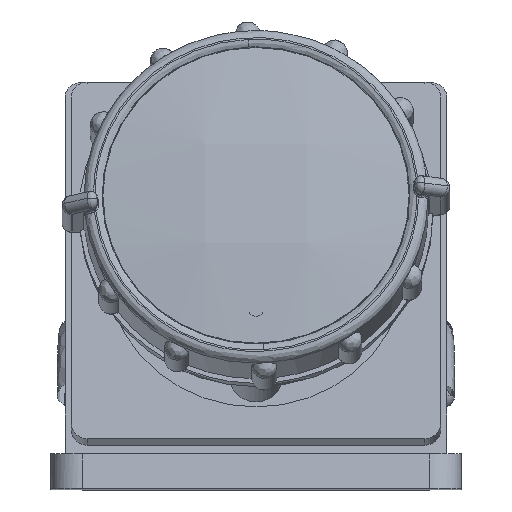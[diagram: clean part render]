
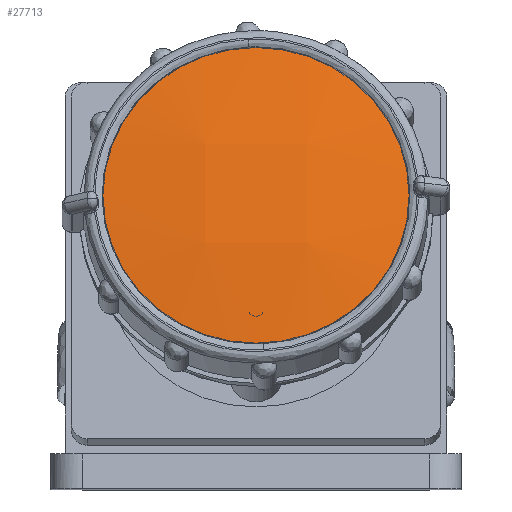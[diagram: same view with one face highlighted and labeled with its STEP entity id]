
A CAD part, top view. The second image highlights one B-rep face of the part: STEP entity #27713.
In plain terms, the highlighted free-form (B-spline) face has degree [3, 3] with [4, 4] control points.
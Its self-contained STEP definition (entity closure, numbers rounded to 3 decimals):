
#713 =( BOUNDED_SURFACE ( )  B_SPLINE_SURFACE ( 3, 3, ( 
 ( #10273, #29296, #41207, #25836 ),
 ( #10513, #13988, #13746, #40728 ),
 ( #18189, #25138, #44926, #29791 ),
 ( #22397, #14702, #10987, #40957 ) ),
 .UNSPECIFIED., .F., .F., .F. ) 
 B_SPLINE_SURFACE_WITH_KNOTS ( ( 4, 4 ),
 ( 4, 4 ),
 ( 0., 1. ),
 ( 0., 1. ),
 .UNSPECIFIED. ) 
 GEOMETRIC_REPRESENTATION_ITEM ( )  RATIONAL_B_SPLINE_SURFACE ( (
 ( 1., 0.993, 0.993, 1.),
 ( 0.993, 0.986, 0.986, 0.993),
 ( 0.993, 0.986, 0.986, 0.993),
 ( 1., 0.993, 0.993, 1.) ) ) 
 REPRESENTATION_ITEM ( '' )  SURFACE ( )  );
#758 = AXIS2_PLACEMENT_3D ( 'NONE', #30673, #5404, #35381 ) ;
#3991 = AXIS2_PLACEMENT_3D ( 'NONE', #47966, #40528, #6604 ) ;
#5404 = DIRECTION ( 'NONE',  ( 0., 0.259, 0.966 ) ) ;
#5620 = CIRCLE ( 'NONE', #3991, 48.5 ) ;
#6604 = DIRECTION ( 'NONE',  ( 1., 0., 0. ) ) ;
#9500 = CIRCLE ( 'NONE', #758, 48.5 ) ;
#10273 = CARTESIAN_POINT ( 'NONE',  ( 48.542, 44.093, 48.907 ) ) ;
#10513 = CARTESIAN_POINT ( 'NONE',  ( 49.259, 77.009, 45.098 ) ) ;
#10987 = CARTESIAN_POINT ( 'NONE',  ( -16.491, 140.679, 28.003 ) ) ;
#11870 = EDGE_CURVE ( 'NONE', #42156, #14908, #9500, .T. ) ;
#12288 = ORIENTED_EDGE ( 'NONE', *, *, #11870, .T. ) ;
#13746 = CARTESIAN_POINT ( 'NONE',  ( -16.733, 78.263, 49.779 ) ) ;
#13988 = CARTESIAN_POINT ( 'NONE',  ( 16.442, 78.267, 49.793 ) ) ;
#14702 = CARTESIAN_POINT ( 'NONE',  ( 16.204, 140.683, 28.017 ) ) ;
#14908 = VERTEX_POINT ( 'NONE', #32750 ) ;
#15049 = CARTESIAN_POINT ( 'NONE',  ( 48.5, 92.827, 39.696 ) ) ;
#18189 = CARTESIAN_POINT ( 'NONE',  ( 49.26, 109.025, 36.53 ) ) ;
#22397 = CARTESIAN_POINT ( 'NONE',  ( 48.546, 139.443, 23.39 ) ) ;
#25138 = CARTESIAN_POINT ( 'NONE',  ( 16.442, 110.283, 41.225 ) ) ;
#25598 = FACE_OUTER_BOUND ( 'NONE', #37501, .T. ) ;
#25836 = CARTESIAN_POINT ( 'NONE',  ( -48.825, 44.082, 48.866 ) ) ;
#27713 = ADVANCED_FACE ( 'NONE', ( #25598 ), #713, .T. ) ;
#29296 = CARTESIAN_POINT ( 'NONE',  ( 16.202, 45.333, 53.533 ) ) ;
#29791 = CARTESIAN_POINT ( 'NONE',  ( -49.547, 109.014, 36.489 ) ) ;
#30673 = CARTESIAN_POINT ( 'NONE',  ( 0., 92.827, 39.696 ) ) ;
#32750 = CARTESIAN_POINT ( 'NONE',  ( -48.5, 92.827, 39.696 ) ) ;
#34016 = ORIENTED_EDGE ( 'NONE', *, *, #40307, .T. ) ;
#35381 = DIRECTION ( 'NONE',  ( 1., 0., 0. ) ) ;
#37501 = EDGE_LOOP ( 'NONE', ( #12288, #34016 ) ) ;
#40307 = EDGE_CURVE ( 'NONE', #14908, #42156, #5620, .T. ) ;
#40528 = DIRECTION ( 'NONE',  ( 0., 0.259, 0.966 ) ) ;
#40728 = CARTESIAN_POINT ( 'NONE',  ( -49.546, 76.998, 45.057 ) ) ;
#40957 = CARTESIAN_POINT ( 'NONE',  ( -48.829, 139.432, 23.349 ) ) ;
#41207 = CARTESIAN_POINT ( 'NONE',  ( -16.49, 45.329, 53.52 ) ) ;
#42156 = VERTEX_POINT ( 'NONE', #15049 ) ;
#44926 = CARTESIAN_POINT ( 'NONE',  ( -16.734, 110.279, 41.211 ) ) ;
#47966 = CARTESIAN_POINT ( 'NONE',  ( 0., 92.827, 39.696 ) ) ;
